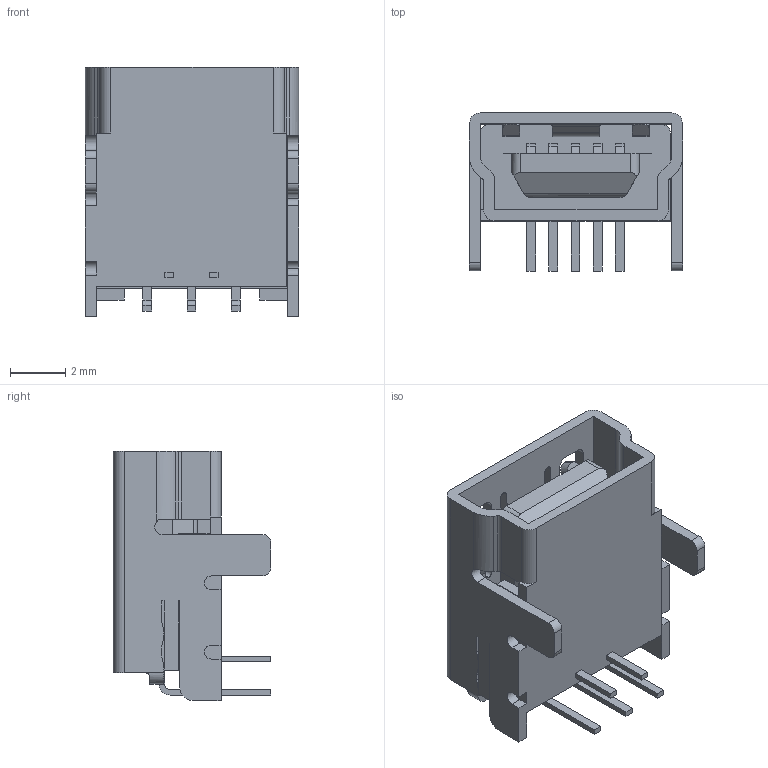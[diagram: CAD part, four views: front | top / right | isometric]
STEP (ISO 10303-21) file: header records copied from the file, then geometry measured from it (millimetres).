
FILE_DESCRIPTION(('STEP AP242'),'1');
FILE_NAME('usb_mn_2_b.stp','2019-07-17T08:06:02',('TraceParts'),('TraceParts S.A.'),'Spatial InterOp 3D',' ',' ');
FILE_SCHEMA(('AP242_MANAGED_MODEL_BASED_3D_ENGINEERING_MIM_LF {1 0 10303 442 1 1 4}'));
Length unit declared in the file: millimetre
Products named in the file (1): Volumenkörper1
Bounding box: 7.7 x 5.7 x 9 mm (x, y, z)
Volume: 154.4 mm3; surface area: 516.9 mm2
Topology: 1 solids, 1 shells, 296 faces, 842 edges, 547 vertices
Faces by surface type: plane 191, cylinder 99, bspline 6
Entity records: 12252 total; most frequent: CARTESIAN_POINT 1997, ORIENTED_EDGE 1684, DIRECTION 1598, EDGE_CURVE 842, LINE 634, VECTOR 634, VERTEX_POINT 547, AXIS2_PLACEMENT_3D 482
